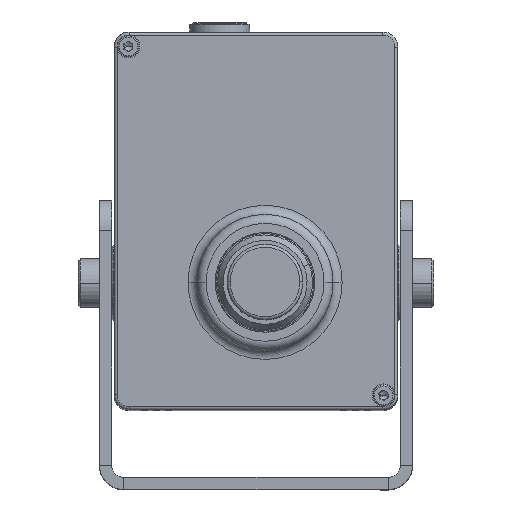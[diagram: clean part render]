
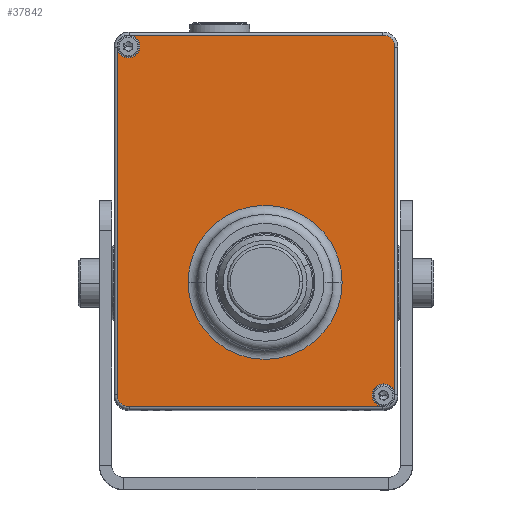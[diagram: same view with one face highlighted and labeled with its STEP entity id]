
A CAD part, top view. The second image highlights one B-rep face of the part: STEP entity #37842.
In plain terms, the highlighted face is planar.
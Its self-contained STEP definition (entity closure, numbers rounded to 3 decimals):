
#59 = VERTEX_POINT ( 'NONE', #1041 ) ;
#235 = DIRECTION ( 'NONE',  ( -1., 0., 0. ) ) ;
#242 = CARTESIAN_POINT ( 'NONE',  ( -42., -61.5, 0. ) ) ;
#792 = DIRECTION ( 'NONE',  ( 0., 0., 1. ) ) ;
#1041 = CARTESIAN_POINT ( 'NONE',  ( -28.5, -20.358, 0. ) ) ;
#1712 = ORIENTED_EDGE ( 'NONE', *, *, #42672, .T. ) ;
#2083 = DIRECTION ( 'NONE',  ( -1., 0., 0. ) ) ;
#2119 = CARTESIAN_POINT ( 'NONE',  ( 42.25, 57.75, 0. ) ) ;
#2653 = CIRCLE ( 'NONE', #36254, 4. ) ;
#3736 = VERTEX_POINT ( 'NONE', #30290 ) ;
#3802 = EDGE_CURVE ( 'NONE', #28510, #3736, #12063, .T. ) ;
#3969 = VERTEX_POINT ( 'NONE', #34325 ) ;
#3999 = CIRCLE ( 'NONE', #54378, 4. ) ;
#4163 = EDGE_LOOP ( 'NONE', ( #49657, #49264 ) ) ;
#6005 = AXIS2_PLACEMENT_3D ( 'NONE', #35607, #8710, #44111 ) ;
#6155 = ORIENTED_EDGE ( 'NONE', *, *, #49262, .F. ) ;
#6455 = FACE_BOUND ( 'NONE', #4163, .T. ) ;
#7360 = ORIENTED_EDGE ( 'NONE', *, *, #29641, .T. ) ;
#7480 = ORIENTED_EDGE ( 'NONE', *, *, #32526, .T. ) ;
#7992 = VERTEX_POINT ( 'NONE', #25862 ) ;
#8012 = ORIENTED_EDGE ( 'NONE', *, *, #35098, .T. ) ;
#8363 = CARTESIAN_POINT ( 'NONE',  ( -42., 61.5, 0. ) ) ;
#8552 = ORIENTED_EDGE ( 'NONE', *, *, #10950, .F. ) ;
#8564 = CARTESIAN_POINT ( 'NONE',  ( -46., 57.5, 0. ) ) ;
#8710 = DIRECTION ( 'NONE',  ( 0., 0., -1. ) ) ;
#8814 = AXIS2_PLACEMENT_3D ( 'NONE', #12517, #35050, #52270 ) ;
#9054 = CARTESIAN_POINT ( 'NONE',  ( 46., -57.5, 0. ) ) ;
#9266 = VERTEX_POINT ( 'NONE', #21796 ) ;
#9555 = CARTESIAN_POINT ( 'NONE',  ( 42.25, 57.75, 0. ) ) ;
#9979 = CARTESIAN_POINT ( 'NONE',  ( -42., -57.5, 0. ) ) ;
#10676 = CARTESIAN_POINT ( 'NONE',  ( -3., -20.358, 0. ) ) ;
#10887 = DIRECTION ( 'NONE',  ( 0., 0., -1. ) ) ;
#10950 = EDGE_CURVE ( 'NONE', #30300, #32824, #30026, .T. ) ;
#11090 = CARTESIAN_POINT ( 'NONE',  ( -42.127, -61.498, 0. ) ) ;
#11453 = CARTESIAN_POINT ( 'NONE',  ( -42., -61.5, 0. ) ) ;
#12057 = AXIS2_PLACEMENT_3D ( 'NONE', #10676, #792, #55109 ) ;
#12063 = CIRCLE ( 'NONE', #51234, 3.75 ) ;
#12231 = EDGE_CURVE ( 'NONE', #57738, #28476, #32807, .T. ) ;
#12517 = CARTESIAN_POINT ( 'NONE',  ( -42.25, -57.75, 0. ) ) ;
#13131 = EDGE_CURVE ( 'NONE', #59, #3969, #13333, .T. ) ;
#13333 = CIRCLE ( 'NONE', #27303, 25.5 ) ;
#14162 = DIRECTION ( 'NONE',  ( 0., 0., -1. ) ) ;
#16964 = VERTEX_POINT ( 'NONE', #26451 ) ;
#18423 = EDGE_CURVE ( 'NONE', #9266, #22934, #44448, .T. ) ;
#19050 = ORIENTED_EDGE ( 'NONE', *, *, #12231, .T. ) ;
#19602 = DIRECTION ( 'NONE',  ( 0., 0., -1. ) ) ;
#19792 = CARTESIAN_POINT ( 'NONE',  ( 42.127, 61.498, 0. ) ) ;
#19964 = CIRCLE ( 'NONE', #8814, 3.75 ) ;
#20466 = CARTESIAN_POINT ( 'NONE',  ( 0., 0., 0. ) ) ;
#21239 = AXIS2_PLACEMENT_3D ( 'NONE', #39408, #53159, #40285 ) ;
#21605 = AXIS2_PLACEMENT_3D ( 'NONE', #38365, #10887, #28724 ) ;
#21796 = CARTESIAN_POINT ( 'NONE',  ( 42., 61.5, 0. ) ) ;
#21856 = CIRCLE ( 'NONE', #6005, 4. ) ;
#22934 = VERTEX_POINT ( 'NONE', #19792 ) ;
#23037 = AXIS2_PLACEMENT_3D ( 'NONE', #20466, #24284, #2083 ) ;
#23244 = VECTOR ( 'NONE', #33956, 1000. ) ;
#23846 = CARTESIAN_POINT ( 'NONE',  ( 42., 57.5, 0. ) ) ;
#24022 = LINE ( 'NONE', #11453, #57545 ) ;
#24284 = DIRECTION ( 'NONE',  ( 0., 0., -1. ) ) ;
#24377 = ORIENTED_EDGE ( 'NONE', *, *, #31907, .T. ) ;
#25862 = CARTESIAN_POINT ( 'NONE',  ( -46., 57.5, 0. ) ) ;
#26451 = CARTESIAN_POINT ( 'NONE',  ( 46., 57.5, 0. ) ) ;
#26842 = EDGE_LOOP ( 'NONE', ( #8552, #50498, #24377, #19050, #8012, #35791, #27127, #54890, #7360, #7480, #1712, #29881, #27055, #6155 ) ) ;
#27001 = CIRCLE ( 'NONE', #12057, 25.5 ) ;
#27055 = ORIENTED_EDGE ( 'NONE', *, *, #18423, .T. ) ;
#27127 = ORIENTED_EDGE ( 'NONE', *, *, #32820, .F. ) ;
#27303 = AXIS2_PLACEMENT_3D ( 'NONE', #52306, #47650, #42698 ) ;
#27475 = EDGE_CURVE ( 'NONE', #27487, #35525, #40851, .T. ) ;
#27487 = VERTEX_POINT ( 'NONE', #242 ) ;
#28476 = VERTEX_POINT ( 'NONE', #34230 ) ;
#28510 = VERTEX_POINT ( 'NONE', #38031 ) ;
#28724 = DIRECTION ( 'NONE',  ( -1., 0., 0. ) ) ;
#28772 = DIRECTION ( 'NONE',  ( 0., -1., 0. ) ) ;
#29641 = EDGE_CURVE ( 'NONE', #28510, #40746, #2653, .T. ) ;
#29881 = ORIENTED_EDGE ( 'NONE', *, *, #30665, .T. ) ;
#30026 = CIRCLE ( 'NONE', #49633, 3.75 ) ;
#30290 = CARTESIAN_POINT ( 'NONE',  ( -38.5, -57.75, 0. ) ) ;
#30300 = VERTEX_POINT ( 'NONE', #45402 ) ;
#30665 = EDGE_CURVE ( 'NONE', #40118, #9266, #52342, .T. ) ;
#31108 = DIRECTION ( 'NONE',  ( 0., 1., 0. ) ) ;
#31907 = EDGE_CURVE ( 'NONE', #16964, #57738, #55647, .T. ) ;
#32526 = EDGE_CURVE ( 'NONE', #40746, #7992, #48638, .T. ) ;
#32783 = EDGE_CURVE ( 'NONE', #30300, #16964, #21856, .T. ) ;
#32807 = CIRCLE ( 'NONE', #21605, 4. ) ;
#32820 = EDGE_CURVE ( 'NONE', #3736, #35525, #19964, .T. ) ;
#32824 = VERTEX_POINT ( 'NONE', #48774 ) ;
#33228 = AXIS2_PLACEMENT_3D ( 'NONE', #23846, #42585, #50740 ) ;
#33956 = DIRECTION ( 'NONE',  ( 1., 0., 0. ) ) ;
#34230 = CARTESIAN_POINT ( 'NONE',  ( 42., -61.5, 0. ) ) ;
#34325 = CARTESIAN_POINT ( 'NONE',  ( 22.5, -20.358, 0. ) ) ;
#35050 = DIRECTION ( 'NONE',  ( 0., 0., -1. ) ) ;
#35098 = EDGE_CURVE ( 'NONE', #28476, #27487, #24022, .T. ) ;
#35525 = VERTEX_POINT ( 'NONE', #11090 ) ;
#35607 = CARTESIAN_POINT ( 'NONE',  ( 42., 57.5, 0. ) ) ;
#35791 = ORIENTED_EDGE ( 'NONE', *, *, #27475, .T. ) ;
#36254 = AXIS2_PLACEMENT_3D ( 'NONE', #9979, #19602, #54700 ) ;
#37450 = PLANE ( 'NONE',  #23037 ) ;
#37697 = CARTESIAN_POINT ( 'NONE',  ( -46., -57.5, 0. ) ) ;
#37842 = ADVANCED_FACE ( 'NONE', ( #6455, #38324 ), #37450, .T. ) ;
#38031 = CARTESIAN_POINT ( 'NONE',  ( -45.998, -57.627, 0. ) ) ;
#38324 = FACE_OUTER_BOUND ( 'NONE', #26842, .T. ) ;
#38365 = CARTESIAN_POINT ( 'NONE',  ( 42., -57.5, 0. ) ) ;
#39408 = CARTESIAN_POINT ( 'NONE',  ( -42., -57.5, 0. ) ) ;
#40118 = VERTEX_POINT ( 'NONE', #8363 ) ;
#40285 = DIRECTION ( 'NONE',  ( -1., 0., 0. ) ) ;
#40746 = VERTEX_POINT ( 'NONE', #37697 ) ;
#40851 = CIRCLE ( 'NONE', #21239, 4. ) ;
#41084 = DIRECTION ( 'NONE',  ( -1., 0., 0. ) ) ;
#42464 = DIRECTION ( 'NONE',  ( -1., 0., 0. ) ) ;
#42585 = DIRECTION ( 'NONE',  ( 0., 0., -1. ) ) ;
#42672 = EDGE_CURVE ( 'NONE', #7992, #40118, #3999, .T. ) ;
#42698 = DIRECTION ( 'NONE',  ( -1., 0., 0. ) ) ;
#43562 = DIRECTION ( 'NONE',  ( -1., 0., 0. ) ) ;
#44111 = DIRECTION ( 'NONE',  ( -1., 0., 0. ) ) ;
#44448 = CIRCLE ( 'NONE', #33228, 4. ) ;
#44538 = VECTOR ( 'NONE', #28772, 1000. ) ;
#45402 = CARTESIAN_POINT ( 'NONE',  ( 45.998, 57.627, 0. ) ) ;
#45502 = DIRECTION ( 'NONE',  ( 0., 0., -1. ) ) ;
#46363 = DIRECTION ( 'NONE',  ( -1., 0., 0. ) ) ;
#47109 = CARTESIAN_POINT ( 'NONE',  ( 42., 61.5, 0. ) ) ;
#47650 = DIRECTION ( 'NONE',  ( 0., 0., 1. ) ) ;
#48638 = LINE ( 'NONE', #8564, #53604 ) ;
#48766 = DIRECTION ( 'NONE',  ( 0., 0., -1. ) ) ;
#48774 = CARTESIAN_POINT ( 'NONE',  ( 38.5, 57.75, 0. ) ) ;
#49262 = EDGE_CURVE ( 'NONE', #32824, #22934, #53651, .T. ) ;
#49264 = ORIENTED_EDGE ( 'NONE', *, *, #54900, .T. ) ;
#49554 = CARTESIAN_POINT ( 'NONE',  ( -42.25, -57.75, 0. ) ) ;
#49633 = AXIS2_PLACEMENT_3D ( 'NONE', #2119, #56678, #43562 ) ;
#49657 = ORIENTED_EDGE ( 'NONE', *, *, #13131, .T. ) ;
#50498 = ORIENTED_EDGE ( 'NONE', *, *, #32783, .T. ) ;
#50740 = DIRECTION ( 'NONE',  ( -1., 0., 0. ) ) ;
#50987 = CARTESIAN_POINT ( 'NONE',  ( 46., -57.5, 0. ) ) ;
#51234 = AXIS2_PLACEMENT_3D ( 'NONE', #49554, #14162, #41084 ) ;
#52270 = DIRECTION ( 'NONE',  ( -1., 0., 0. ) ) ;
#52306 = CARTESIAN_POINT ( 'NONE',  ( -3., -20.358, 0. ) ) ;
#52342 = LINE ( 'NONE', #47109, #23244 ) ;
#53159 = DIRECTION ( 'NONE',  ( 0., 0., -1. ) ) ;
#53604 = VECTOR ( 'NONE', #31108, 1000. ) ;
#53651 = CIRCLE ( 'NONE', #56406, 3.75 ) ;
#54378 = AXIS2_PLACEMENT_3D ( 'NONE', #54529, #45502, #46363 ) ;
#54529 = CARTESIAN_POINT ( 'NONE',  ( -42., 57.5, 0. ) ) ;
#54700 = DIRECTION ( 'NONE',  ( -1., 0., 0. ) ) ;
#54890 = ORIENTED_EDGE ( 'NONE', *, *, #3802, .F. ) ;
#54900 = EDGE_CURVE ( 'NONE', #3969, #59, #27001, .T. ) ;
#55109 = DIRECTION ( 'NONE',  ( -1., 0., 0. ) ) ;
#55647 = LINE ( 'NONE', #50987, #44538 ) ;
#56406 = AXIS2_PLACEMENT_3D ( 'NONE', #9555, #48766, #235 ) ;
#56678 = DIRECTION ( 'NONE',  ( 0., 0., -1. ) ) ;
#57545 = VECTOR ( 'NONE', #42464, 1000. ) ;
#57738 = VERTEX_POINT ( 'NONE', #9054 ) ;
